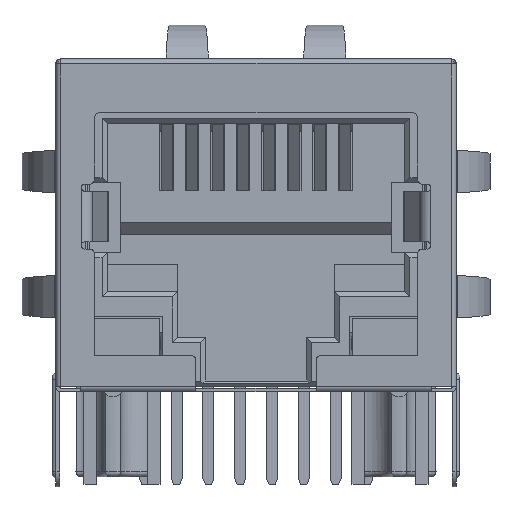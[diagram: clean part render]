
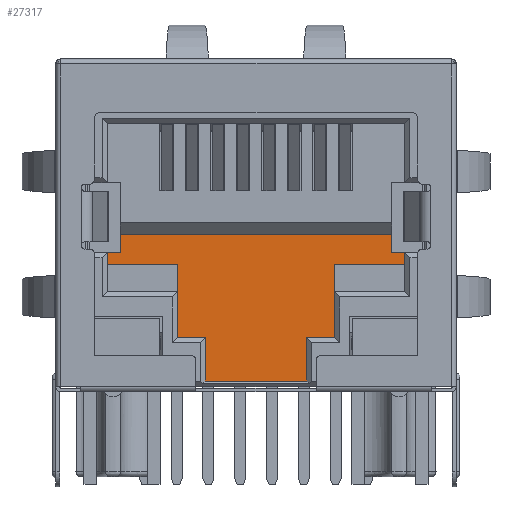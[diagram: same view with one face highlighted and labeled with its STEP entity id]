
A CAD part, front view. The second image highlights one B-rep face of the part: STEP entity #27317.
In plain terms, the highlighted planar face has unit normal (0, -1, 0).
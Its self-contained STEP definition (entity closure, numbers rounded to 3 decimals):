
#2871=ORIENTED_EDGE('',*,*,#10245,.F.);
#2872=ORIENTED_EDGE('',*,*,#10140,.T.);
#2873=ORIENTED_EDGE('',*,*,#10178,.F.);
#2874=ORIENTED_EDGE('',*,*,#10095,.F.);
#2875=ORIENTED_EDGE('',*,*,#10144,.F.);
#2876=ORIENTED_EDGE('',*,*,#10176,.F.);
#2877=ORIENTED_EDGE('',*,*,#10346,.T.);
#2878=ORIENTED_EDGE('',*,*,#10174,.T.);
#2879=ORIENTED_EDGE('',*,*,#10162,.F.);
#2880=ORIENTED_EDGE('',*,*,#10087,.T.);
#2881=ORIENTED_EDGE('',*,*,#10180,.T.);
#2882=ORIENTED_EDGE('',*,*,#10169,.T.);
#2883=ORIENTED_EDGE('',*,*,#10241,.T.);
#2884=ORIENTED_EDGE('',*,*,#10244,.T.);
#2885=ORIENTED_EDGE('',*,*,#9625,.T.);
#2886=ORIENTED_EDGE('',*,*,#10075,.T.);
#2887=ORIENTED_EDGE('',*,*,#10130,.T.);
#2888=ORIENTED_EDGE('',*,*,#10132,.T.);
#2889=ORIENTED_EDGE('',*,*,#9589,.T.);
#2890=ORIENTED_EDGE('',*,*,#10247,.F.);
#9589=EDGE_CURVE('',#13696,#13697,#16363,.T.);
#9625=EDGE_CURVE('',#13733,#13732,#16399,.T.);
#10075=EDGE_CURVE('',#13732,#14110,#16801,.T.);
#10087=EDGE_CURVE('',#14117,#14116,#16813,.T.);
#10095=EDGE_CURVE('',#14123,#14124,#16821,.T.);
#10130=EDGE_CURVE('',#14110,#14140,#16856,.T.);
#10132=EDGE_CURVE('',#14140,#13696,#16858,.T.);
#10140=EDGE_CURVE('',#14141,#14145,#16866,.T.);
#10144=EDGE_CURVE('',#14146,#14123,#16870,.T.);
#10162=EDGE_CURVE('',#14117,#14155,#16888,.T.);
#10169=EDGE_CURVE('',#14158,#14157,#16895,.T.);
#10174=EDGE_CURVE('',#14160,#14155,#16900,.T.);
#10176=EDGE_CURVE('',#14161,#14146,#16902,.T.);
#10178=EDGE_CURVE('',#14124,#14145,#16904,.T.);
#10180=EDGE_CURVE('',#14116,#14158,#16906,.T.);
#10241=EDGE_CURVE('',#14157,#14169,#16967,.T.);
#10244=EDGE_CURVE('',#14169,#13733,#16970,.T.);
#10245=EDGE_CURVE('',#14141,#14170,#16971,.T.);
#10247=EDGE_CURVE('',#14170,#13697,#16973,.T.);
#10346=EDGE_CURVE('',#14161,#14160,#17044,.T.);
#13696=VERTEX_POINT('',#42082);
#13697=VERTEX_POINT('',#42083);
#13732=VERTEX_POINT('',#42153);
#13733=VERTEX_POINT('',#42155);
#14110=VERTEX_POINT('',#43086);
#14116=VERTEX_POINT('',#43106);
#14117=VERTEX_POINT('',#43108);
#14123=VERTEX_POINT('',#43124);
#14124=VERTEX_POINT('',#43125);
#14140=VERTEX_POINT('',#43193);
#14141=VERTEX_POINT('',#43201);
#14145=VERTEX_POINT('',#43210);
#14146=VERTEX_POINT('',#43217);
#14155=VERTEX_POINT('',#43250);
#14157=VERTEX_POINT('',#43259);
#14158=VERTEX_POINT('',#43261);
#14160=VERTEX_POINT('',#43267);
#14161=VERTEX_POINT('',#43272);
#14169=VERTEX_POINT('',#43392);
#14170=VERTEX_POINT('',#43400);
#16363=LINE('',#42081,#19576);
#16399=LINE('',#42154,#19612);
#16801=LINE('',#43087,#20014);
#16813=LINE('',#43107,#20026);
#16821=LINE('',#43123,#20034);
#16856=LINE('',#43194,#20069);
#16858=LINE('',#43197,#20071);
#16866=LINE('',#43211,#20079);
#16870=LINE('',#43218,#20083);
#16888=LINE('',#43249,#20101);
#16895=LINE('',#43260,#20108);
#16900=LINE('',#43269,#20113);
#16902=LINE('',#43273,#20115);
#16904=LINE('',#43276,#20117);
#16906=LINE('',#43280,#20119);
#16967=LINE('',#43391,#20180);
#16970=LINE('',#43397,#20183);
#16971=LINE('',#43399,#20184);
#16973=LINE('',#43403,#20186);
#17044=LINE('',#43682,#20257);
#19576=VECTOR('',#35078,1000.);
#19612=VECTOR('',#35114,1000.);
#20014=VECTOR('',#35742,1000.);
#20026=VECTOR('',#35758,1000.);
#20034=VECTOR('',#35770,1000.);
#20069=VECTOR('',#35841,1000.);
#20071=VECTOR('',#35845,1000.);
#20079=VECTOR('',#35855,1000.);
#20083=VECTOR('',#35863,1000.);
#20101=VECTOR('',#35891,1000.);
#20108=VECTOR('',#35900,1000.);
#20113=VECTOR('',#35907,1000.);
#20115=VECTOR('',#35911,1000.);
#20117=VECTOR('',#35915,1000.);
#20119=VECTOR('',#35921,1000.);
#20180=VECTOR('',#36068,1000.);
#20183=VECTOR('',#36075,1000.);
#20184=VECTOR('',#36078,1000.);
#20186=VECTOR('',#36082,1000.);
#20257=VECTOR('',#36377,1000.);
#23055=EDGE_LOOP('',(#2871,#2872,#2873,#2874,#2875,#2876,#2877,#2878,#2879,
#2880,#2881,#2882,#2883,#2884,#2885,#2886,#2887,#2888,#2889,#2890));
#24605=FACE_BOUND('',#23055,.T.);
#26115=PLANE('',#33489);
#27317=ADVANCED_FACE('',(#24605),#26115,.F.);
#33489=AXIS2_PLACEMENT_3D('',#43683,#36378,#36379);
#35078=DIRECTION('',(-1.,0.,0.));
#35114=DIRECTION('',(-1.,0.,0.));
#35742=DIRECTION('',(0.,0.,-1.));
#35758=DIRECTION('',(0.,0.,-1.));
#35770=DIRECTION('',(0.,0.,-1.));
#35841=DIRECTION('',(1.,0.,0.));
#35845=DIRECTION('',(0.,0.,1.));
#35855=DIRECTION('',(0.,0.,1.));
#35863=DIRECTION('',(1.,0.,0.));
#35891=DIRECTION('',(1.,0.,0.));
#35900=DIRECTION('',(0.,0.,-1.));
#35907=DIRECTION('',(0.,0.,-1.));
#35911=DIRECTION('',(0.,0.,-1.));
#35915=DIRECTION('',(-1.,0.,0.));
#35921=DIRECTION('',(1.,0.,0.));
#36068=DIRECTION('',(1.,0.,0.));
#36075=DIRECTION('',(0.,0.,-1.));
#36078=DIRECTION('',(-1.,0.,0.));
#36082=DIRECTION('',(0.,0.,-1.));
#36377=DIRECTION('',(-1.,0.,0.));
#36378=DIRECTION('',(0.,1.,0.));
#36379=DIRECTION('',(0.,0.,1.));
#42081=CARTESIAN_POINT('',(2.03,0.911,-5.8));
#42082=CARTESIAN_POINT('',(2.03,0.911,-5.8));
#42083=CARTESIAN_POINT('',(2.025,0.911,-5.8));
#42153=CARTESIAN_POINT('',(-2.03,0.911,-5.8));
#42154=CARTESIAN_POINT('',(2.03,0.911,-5.8));
#42155=CARTESIAN_POINT('',(-2.025,0.911,-5.8));
#43086=CARTESIAN_POINT('',(-2.03,0.911,-6.17));
#43087=CARTESIAN_POINT('',(-2.03,0.911,-5.8));
#43106=CARTESIAN_POINT('',(-5.95,0.911,-1.53));
#43107=CARTESIAN_POINT('',(-5.95,0.911,-0.31));
#43108=CARTESIAN_POINT('',(-5.95,0.911,-1.04));
#43123=CARTESIAN_POINT('',(5.95,0.911,-0.31));
#43124=CARTESIAN_POINT('',(5.95,0.911,-1.04));
#43125=CARTESIAN_POINT('',(5.95,0.911,-1.53));
#43193=CARTESIAN_POINT('',(2.03,0.911,-6.17));
#43194=CARTESIAN_POINT('',(-2.03,0.911,-6.17));
#43197=CARTESIAN_POINT('',(2.03,0.911,-6.17));
#43201=CARTESIAN_POINT('',(3.15,0.911,-4.42));
#43210=CARTESIAN_POINT('',(3.15,0.911,-1.53));
#43211=CARTESIAN_POINT('',(3.15,0.911,-4.42));
#43217=CARTESIAN_POINT('',(5.425,0.911,-1.04));
#43218=CARTESIAN_POINT('',(5.95,0.911,-1.04));
#43249=CARTESIAN_POINT('',(-6.725,0.911,-1.04));
#43250=CARTESIAN_POINT('',(-5.425,0.911,-1.04));
#43259=CARTESIAN_POINT('',(-3.15,0.911,-4.42));
#43260=CARTESIAN_POINT('',(-3.15,0.911,-1.53));
#43261=CARTESIAN_POINT('',(-3.15,0.911,-1.53));
#43267=CARTESIAN_POINT('',(-5.425,0.911,-0.31));
#43269=CARTESIAN_POINT('',(-5.425,0.911,1.76));
#43272=CARTESIAN_POINT('',(5.425,0.911,-0.31));
#43273=CARTESIAN_POINT('',(5.425,0.911,1.76));
#43276=CARTESIAN_POINT('',(5.95,0.911,-1.53));
#43280=CARTESIAN_POINT('',(-5.95,0.911,-1.53));
#43391=CARTESIAN_POINT('',(-2.025,0.911,-4.42));
#43392=CARTESIAN_POINT('',(-2.025,0.911,-4.42));
#43397=CARTESIAN_POINT('',(-2.025,0.911,-5.8));
#43399=CARTESIAN_POINT('',(2.025,0.911,-4.42));
#43400=CARTESIAN_POINT('',(2.025,0.911,-4.42));
#43403=CARTESIAN_POINT('',(2.025,0.911,-5.8));
#43682=CARTESIAN_POINT('',(5.95,0.911,-0.31));
#43683=CARTESIAN_POINT('',(5.95,0.911,-0.31));
